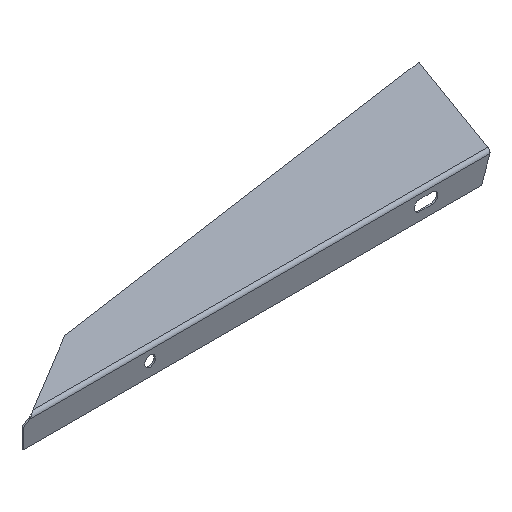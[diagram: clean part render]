
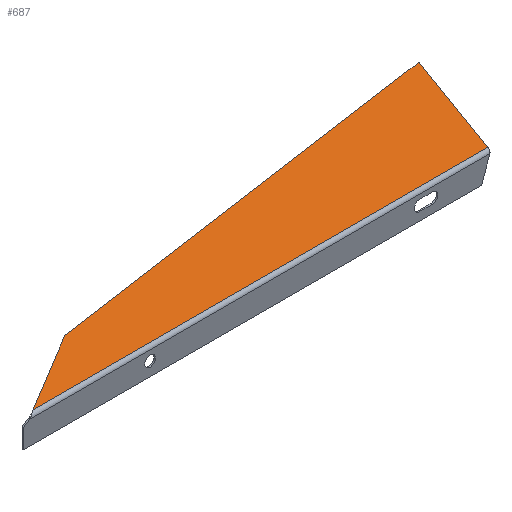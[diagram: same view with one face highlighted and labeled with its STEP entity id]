
A CAD part, isometric view. The second image highlights one B-rep face of the part: STEP entity #687.
In plain terms, the highlighted planar face has unit normal (0, 0, 1).
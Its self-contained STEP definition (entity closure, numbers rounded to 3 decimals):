
#394=CARTESIAN_POINT('POINT25',(182.517,2.8,0.)
   );
#395=VERTEX_POINT('VERTEX25',#394);
#492=CARTESIAN_POINT('POINT26',(-205.344,2.8,0.
   ));
#493=VERTEX_POINT('VERTEX26',#492);
#594=CARTESIAN_POINT('POINT29',(216.,95.,0.));
#595=VERTEX_POINT('VERTEX29',#594);
#603=CARTESIAN_POINT('POINT30',(-136.,44.5,0.));
#604=VERTEX_POINT('VERTEX30',#603);
#611=CARTESIAN_POINT('POS52',(128.,82.375,0.));
#612=DIRECTION('DIR74',(-0.99,-0.142,
   0.));
#613=VECTOR('VEC30',#612,1.);
#614=LINE('STRAIGHT30',#611,#613);
#615=EDGE_CURVE('EDGE46',#595,#604,#614,.T.);
#625=CARTESIAN_POINT('POS54',(207.629,71.95,0.)
   );
#626=DIRECTION('DIR77',(0.341,0.94,
   0.));
#627=VECTOR('VEC31',#626,1.);
#628=LINE('STRAIGHT31',#625,#627);
#629=EDGE_CURVE('EDGE47',#395,#595,#628,.T.);
#644=CARTESIAN_POINT('POS56',(216.,2.8,0.));
#645=DIRECTION('DIR80',(-1.,0.,0.));
#646=VECTOR('VEC32',#645,1.);
#647=LINE('STRAIGHT32',#644,#646);
#648=EDGE_CURVE('EDGE48',#395,#493,#647,.T.);
#662=CARTESIAN_POINT('POS58',(-12.927,
   118.51,0.));
#663=DIRECTION('DIR83',(0.857,0.515,
   0.));
#664=VECTOR('VEC33',#663,1.);
#665=LINE('STRAIGHT33',#662,#664);
#666=EDGE_CURVE('EDGE49',#493,#604,#665,.T.);
#676=ORIENTED_EDGE('COEDGE95',*,*,#666,.F.);
#677=ORIENTED_EDGE('COEDGE96',*,*,#648,.F.);
#678=ORIENTED_EDGE('COEDGE97',*,*,#629,.T.);
#679=ORIENTED_EDGE('COEDGE98',*,*,#615,.T.);
#680=EDGE_LOOP('NONE',(#676,#677,#678,#679));
#681=FACE_BOUND('LOOP1',#680,.T.);
#682=CARTESIAN_POINT('POS60',(216.,95.,0.));
#683=DIRECTION('DIR86',(0.,0.,1.));
#684=DIRECTION('DIR87',(1.,0.,0.));
#685=AXIS2_PLACEMENT_3D('AXIS27',#682,#683,#684);
#686=PLANE('PLANE13',#685);
#687=ADVANCED_FACE('FACE21',(#681),#686,.T.);
